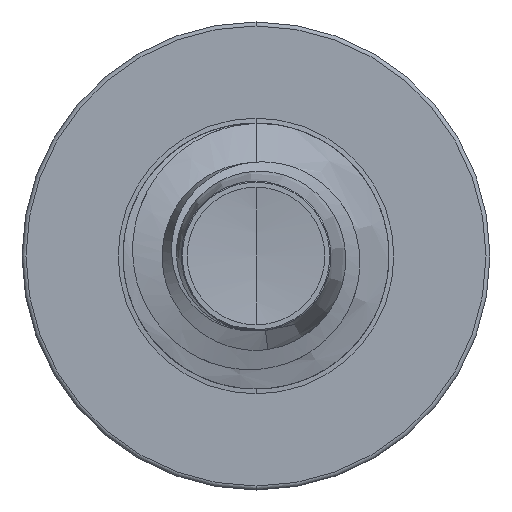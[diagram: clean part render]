
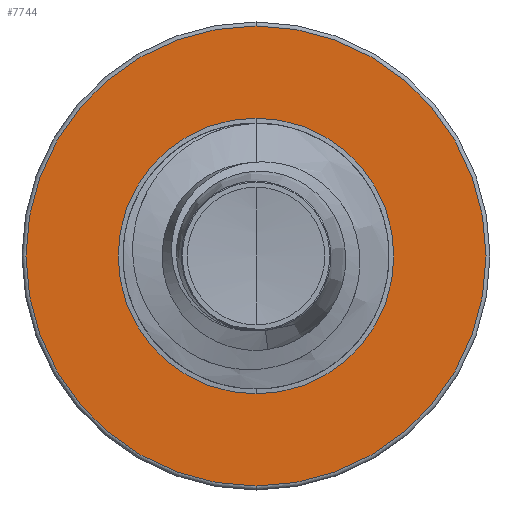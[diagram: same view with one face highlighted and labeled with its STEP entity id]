
A CAD part, front view. The second image highlights one B-rep face of the part: STEP entity #7744.
In plain terms, the highlighted planar face has unit normal (0, -1, 0).
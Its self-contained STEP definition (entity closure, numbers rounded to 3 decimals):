
#770 = AXIS2_PLACEMENT_3D ( 'NONE', #11621, #11612, #11606 ) ;
#1181 = CARTESIAN_POINT ( 'NONE',  ( 0., 9., 1.296 ) ) ;
#1376 = CIRCLE ( 'NONE', #1615, 1.296 ) ;
#1615 = AXIS2_PLACEMENT_3D ( 'NONE', #3644, #3610, #3593 ) ;
#2042 = VERTEX_POINT ( 'NONE', #17893 ) ;
#3429 = DIRECTION ( 'NONE',  ( 0., 0., 1. ) ) ;
#3443 = DIRECTION ( 'NONE',  ( 0., 1., 0. ) ) ;
#3464 = AXIS2_PLACEMENT_3D ( 'NONE', #3809, #3639, #3609 ) ;
#3524 = CARTESIAN_POINT ( 'NONE',  ( 0., 9., 0. ) ) ;
#3593 = DIRECTION ( 'NONE',  ( 0., 0., 1. ) ) ;
#3609 = DIRECTION ( 'NONE',  ( 0., 0., 1. ) ) ;
#3610 = DIRECTION ( 'NONE',  ( 0., 1., 0. ) ) ;
#3639 = DIRECTION ( 'NONE',  ( 0., 1., 0. ) ) ;
#3644 = CARTESIAN_POINT ( 'NONE',  ( 0., 9., 0. ) ) ;
#3809 = CARTESIAN_POINT ( 'NONE',  ( 0., 9., -1.296 ) ) ;
#3905 = CIRCLE ( 'NONE', #770, 1.296 ) ;
#4221 = PLANE ( 'NONE',  #3464 ) ;
#4335 = AXIS2_PLACEMENT_3D ( 'NONE', #3524, #3443, #3429 ) ;
#4867 = CIRCLE ( 'NONE', #17419, 2.163 ) ;
#5076 = CARTESIAN_POINT ( 'NONE',  ( 0., 9., -2.162 ) ) ;
#6274 = ORIENTED_EDGE ( 'NONE', *, *, #13971, .F. ) ;
#6863 = VERTEX_POINT ( 'NONE', #7185 ) ;
#7185 = CARTESIAN_POINT ( 'NONE',  ( 0., 9., 2.163 ) ) ;
#7744 = ADVANCED_FACE ( 'NONE', ( #17937, #11568 ), #4221, .F. ) ;
#7897 = ORIENTED_EDGE ( 'NONE', *, *, #14896, .T. ) ;
#9887 = VERTEX_POINT ( 'NONE', #5076 ) ;
#10629 = ORIENTED_EDGE ( 'NONE', *, *, #15163, .F. ) ;
#10762 = EDGE_LOOP ( 'NONE', ( #13871, #7897 ) ) ;
#11568 = FACE_BOUND ( 'NONE', #10762, .T. ) ;
#11606 = DIRECTION ( 'NONE',  ( 0., 0., 1. ) ) ;
#11612 = DIRECTION ( 'NONE',  ( 0., 1., 0. ) ) ;
#11621 = CARTESIAN_POINT ( 'NONE',  ( 0., 9., 0. ) ) ;
#11666 = DIRECTION ( 'NONE',  ( 0., 0., 1. ) ) ;
#11680 = DIRECTION ( 'NONE',  ( 0., 1., 0. ) ) ;
#11684 = CARTESIAN_POINT ( 'NONE',  ( 0., 9., 0. ) ) ;
#12135 = VERTEX_POINT ( 'NONE', #1181 ) ;
#13871 = ORIENTED_EDGE ( 'NONE', *, *, #15145, .T. ) ;
#13971 = EDGE_CURVE ( 'NONE', #6863, #9887, #4867, .T. ) ;
#14896 = EDGE_CURVE ( 'NONE', #2042, #12135, #3905, .T. ) ;
#15145 = EDGE_CURVE ( 'NONE', #12135, #2042, #1376, .T. ) ;
#15163 = EDGE_CURVE ( 'NONE', #9887, #6863, #16202, .T. ) ;
#16202 = CIRCLE ( 'NONE', #4335, 2.163 ) ;
#17419 = AXIS2_PLACEMENT_3D ( 'NONE', #11684, #11680, #11666 ) ;
#17689 = EDGE_LOOP ( 'NONE', ( #6274, #10629 ) ) ;
#17893 = CARTESIAN_POINT ( 'NONE',  ( 0., 9., -1.296 ) ) ;
#17937 = FACE_OUTER_BOUND ( 'NONE', #17689, .T. ) ;
